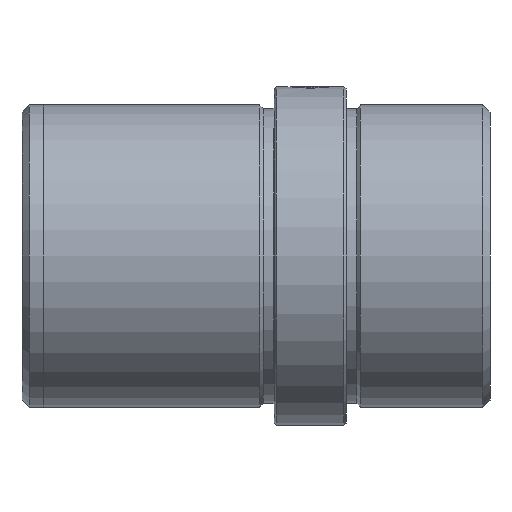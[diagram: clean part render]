
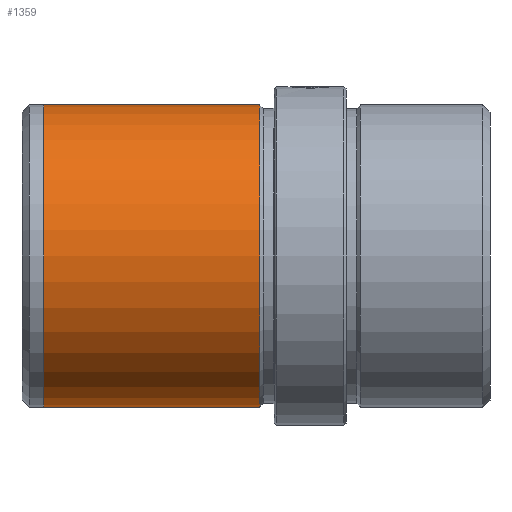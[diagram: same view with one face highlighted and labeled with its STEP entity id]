
A CAD part, left-side view. The second image highlights one B-rep face of the part: STEP entity #1359.
In plain terms, the highlighted cylindrical face has radius 21 mm (diameter 42 mm), a partial arc.
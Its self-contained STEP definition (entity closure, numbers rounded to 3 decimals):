
#19 = DIRECTION ( 'NONE',  ( 0., 0., -1. ) ) ;
#148 = EDGE_CURVE ( 'NONE', #644, #985, #1468, .T. ) ;
#154 = AXIS2_PLACEMENT_3D ( 'NONE', #183, #1017, #19 ) ;
#172 = DIRECTION ( 'NONE',  ( 0., -1., 0. ) ) ;
#183 = CARTESIAN_POINT ( 'NONE',  ( 0., 62., 0. ) ) ;
#196 = AXIS2_PLACEMENT_3D ( 'NONE', #1493, #172, #1824 ) ;
#199 = CARTESIAN_POINT ( 'NONE',  ( 0., 0., -21. ) ) ;
#210 = CARTESIAN_POINT ( 'NONE',  ( 0., 32., -21. ) ) ;
#314 = VERTEX_POINT ( 'NONE', #995 ) ;
#371 = CARTESIAN_POINT ( 'NONE',  ( 0., 32., 21. ) ) ;
#426 = EDGE_CURVE ( 'NONE', #985, #478, #1157, .T. ) ;
#478 = VERTEX_POINT ( 'NONE', #210 ) ;
#479 = ORIENTED_EDGE ( 'NONE', *, *, #426, .F. ) ;
#536 = DIRECTION ( 'NONE',  ( 0., -1., 0. ) ) ;
#593 = ORIENTED_EDGE ( 'NONE', *, *, #939, .T. ) ;
#626 = EDGE_LOOP ( 'NONE', ( #1486, #1494, #593, #479 ) ) ;
#644 = VERTEX_POINT ( 'NONE', #1375 ) ;
#773 = CYLINDRICAL_SURFACE ( 'NONE', #196, 21. ) ;
#812 = FACE_OUTER_BOUND ( 'NONE', #626, .T. ) ;
#939 = EDGE_CURVE ( 'NONE', #314, #478, #1480, .T. ) ;
#985 = VERTEX_POINT ( 'NONE', #371 ) ;
#995 = CARTESIAN_POINT ( 'NONE',  ( 0., 62., -21. ) ) ;
#1017 = DIRECTION ( 'NONE',  ( 0., -1., 0. ) ) ;
#1029 = VECTOR ( 'NONE', #1099, 1000. ) ;
#1040 = AXIS2_PLACEMENT_3D ( 'NONE', #1523, #536, #1690 ) ;
#1099 = DIRECTION ( 'NONE',  ( 0., -1., 0. ) ) ;
#1157 = CIRCLE ( 'NONE', #1040, 21. ) ;
#1202 = DIRECTION ( 'NONE',  ( 0., -1., 0. ) ) ;
#1359 = ADVANCED_FACE ( 'NONE', ( #812 ), #773, .T. ) ;
#1375 = CARTESIAN_POINT ( 'NONE',  ( 0., 62., 21. ) ) ;
#1468 = LINE ( 'NONE', #1742, #1029 ) ;
#1480 = LINE ( 'NONE', #199, #1944 ) ;
#1486 = ORIENTED_EDGE ( 'NONE', *, *, #148, .F. ) ;
#1493 = CARTESIAN_POINT ( 'NONE',  ( 0., 0., 0. ) ) ;
#1494 = ORIENTED_EDGE ( 'NONE', *, *, #1703, .T. ) ;
#1523 = CARTESIAN_POINT ( 'NONE',  ( 0., 32., 0. ) ) ;
#1690 = DIRECTION ( 'NONE',  ( 0., 0., -1. ) ) ;
#1703 = EDGE_CURVE ( 'NONE', #644, #314, #1961, .T. ) ;
#1742 = CARTESIAN_POINT ( 'NONE',  ( 0., 0., 21. ) ) ;
#1824 = DIRECTION ( 'NONE',  ( 0., 0., -1. ) ) ;
#1944 = VECTOR ( 'NONE', #1202, 1000. ) ;
#1961 = CIRCLE ( 'NONE', #154, 21. ) ;
